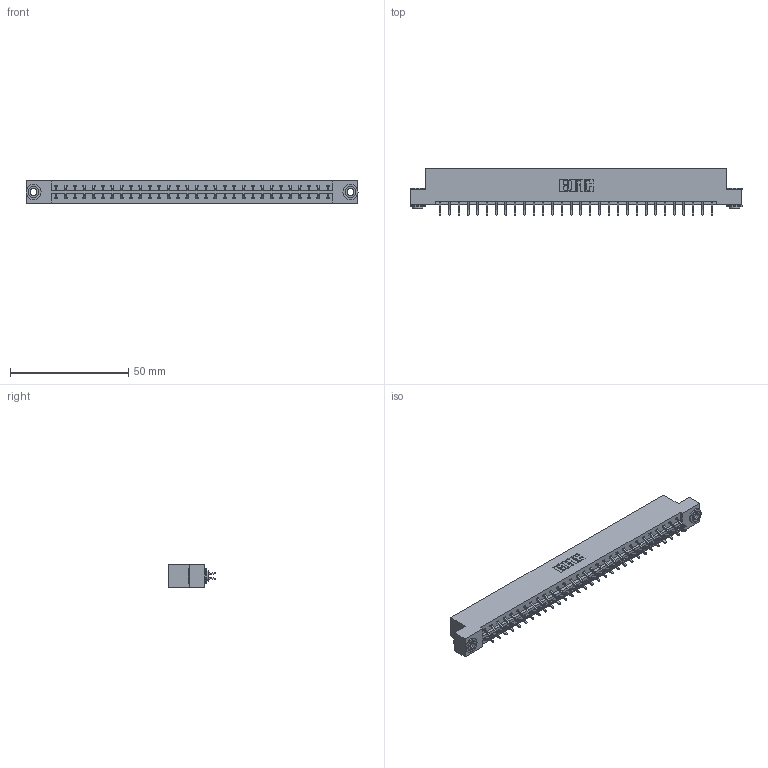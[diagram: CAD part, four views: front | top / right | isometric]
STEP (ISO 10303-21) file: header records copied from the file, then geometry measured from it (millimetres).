
FILE_DESCRIPTION (( 'STEP AP203' ), '1' );
FILE_NAME ('833-060-556-203.STEP', '2020-06-05T04:31:35', ( '' ), ( '' ), 'SwSTEP 2.0', 'SolidWorks 2020', '' );
FILE_SCHEMA (( 'CONFIG_CONTROL_DESIGN' ));
Length unit declared in the file: inch
Products named in the file (4): 345-292-001_556 Tail; 833 Part_Flush - .156 Dia - TH; 345-250-002_345-250-002-102; 833-060-556-203
Assembly tree (63 placements, depth 2):
  833-060-556-203
    833 Part_Flush - .156 Dia - TH
    345-292-001_556 Tail  x60
    345-250-002_345-250-002-102  x2
Bounding box: 140.41 x 19.57 x 9.4 mm (x, y, z)
Volume: 14240 mm3; surface area: 16868 mm2
Topology: 63 solids, 63 shells, 3632 faces, 10767 edges, 7094 vertices
Faces by surface type: plane 2480, cylinder 1144, cone 8
Entity records: 21722 total; most frequent: CARTESIAN_POINT 3605, ORIENTED_EDGE 3522, DIRECTION 3123, EDGE_CURVE 1761, VECTOR 1601, LINE 1601, VERTEX_POINT 1170, AXIS2_PLACEMENT_3D 761
